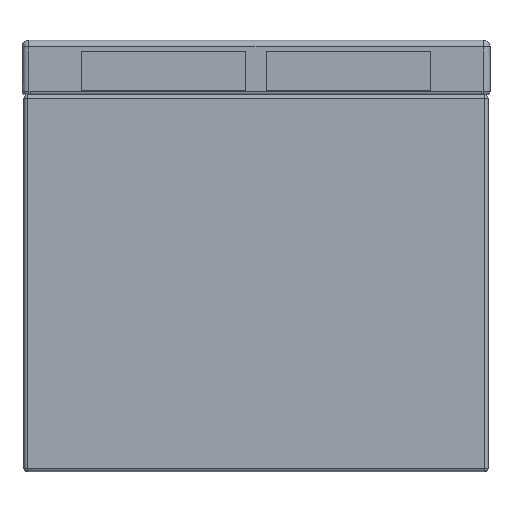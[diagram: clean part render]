
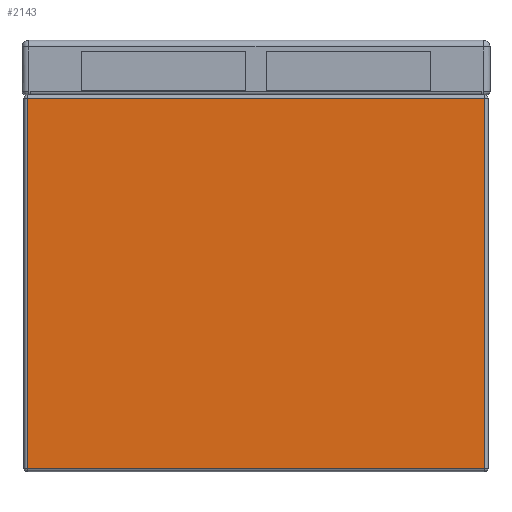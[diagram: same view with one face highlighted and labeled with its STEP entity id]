
A CAD part, front view. The second image highlights one B-rep face of the part: STEP entity #2143.
In plain terms, the highlighted planar face has unit normal (0, -1, 0).
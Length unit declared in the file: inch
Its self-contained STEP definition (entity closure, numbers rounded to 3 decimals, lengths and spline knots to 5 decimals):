
#257=FACE_OUTER_BOUND('',#401,.T.);
#401=EDGE_LOOP('',(#1921,#1922,#1923,#1924));
#660=LINE('',#3853,#842);
#667=LINE('',#3892,#849);
#675=LINE('',#3911,#857);
#680=LINE('',#3918,#862);
#842=VECTOR('',#2907,5.64);
#849=VECTOR('',#2954,5.64);
#857=VECTOR('',#2978,6.97);
#862=VECTOR('',#2987,6.97);
#1019=VERTEX_POINT('',#3834);
#1025=VERTEX_POINT('',#3848);
#1027=VERTEX_POINT('',#3856);
#1035=VERTEX_POINT('',#3885);
#1299=EDGE_CURVE('',#1019,#1025,#660,.T.);
#1318=EDGE_CURVE('',#1035,#1027,#667,.T.);
#1329=EDGE_CURVE('',#1025,#1035,#675,.T.);
#1334=EDGE_CURVE('',#1027,#1019,#680,.T.);
#1921=ORIENTED_EDGE('',*,*,#1318,.F.);
#1922=ORIENTED_EDGE('',*,*,#1329,.F.);
#1923=ORIENTED_EDGE('',*,*,#1299,.F.);
#1924=ORIENTED_EDGE('',*,*,#1334,.F.);
#1985=PLANE('',#2369);
#2143=ADVANCED_FACE('',(#257),#1985,.T.);
#2369=AXIS2_PLACEMENT_3D('',#3926,#3000,#3001);
#2907=DIRECTION('',(0.,0.,1.));
#2954=DIRECTION('',(0.,0.,-1.));
#2978=DIRECTION('',(1.,0.,0.));
#2987=DIRECTION('',(-1.,0.,0.));
#3000=DIRECTION('center_axis',(0.,-1.,0.));
#3001=DIRECTION('ref_axis',(0.,0.,-1.));
#3834=CARTESIAN_POINT('',(-5.71634,-2.39934,0.05));
#3848=CARTESIAN_POINT('',(-5.71634,-2.39934,5.69));
#3853=CARTESIAN_POINT('',(-5.71634,-2.39934,0.));
#3856=CARTESIAN_POINT('',(1.25366,-2.39934,0.05));
#3885=CARTESIAN_POINT('',(1.25366,-2.39934,5.69));
#3892=CARTESIAN_POINT('',(1.25366,-2.39934,0.));
#3911=CARTESIAN_POINT('',(-0.46384,-2.39934,5.69));
#3918=CARTESIAN_POINT('',(-0.46384,-2.39934,0.05));
#3926=CARTESIAN_POINT('Origin',(1.30366,-2.39934,0.));
